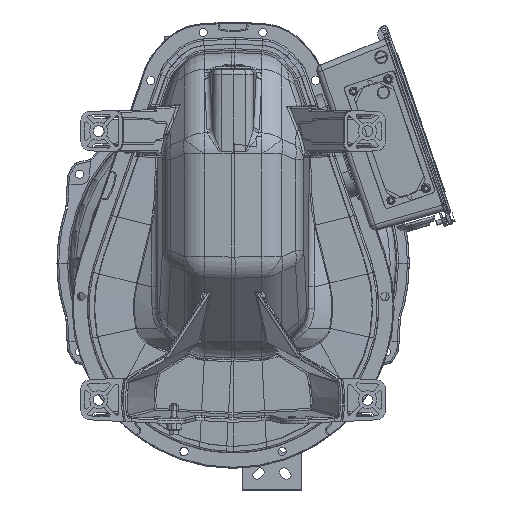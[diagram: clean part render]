
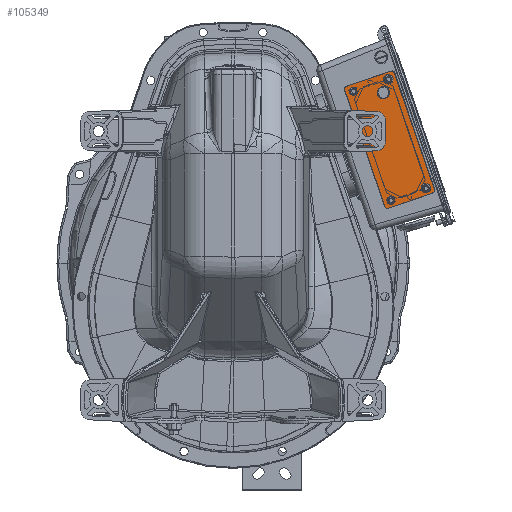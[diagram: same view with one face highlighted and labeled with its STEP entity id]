
A CAD part, front view. The second image highlights one B-rep face of the part: STEP entity #105349.
In plain terms, the highlighted planar face has unit normal (-0.05, -0.999, -0.017).
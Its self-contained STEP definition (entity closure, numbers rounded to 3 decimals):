
#105131=CARTESIAN_POINT('',(258.799,467.746,
96.589));
#105132=DIRECTION('',(0.049,0.999,0.017));
#105133=DIRECTION('',(0.326,0.,-0.946));
#105134=AXIS2_PLACEMENT_3D('',#105131,#105132,#105133);
#105136=DIRECTION('',(0.326,0.,-0.946));
#105137=VECTOR('',#105136,206.);
#105138=CARTESIAN_POINT('',(187.011,468.008,
289.74));
#105139=LINE('',#105138,#105137);
#105140=CARTESIAN_POINT('',(191.732,467.746,
291.365));
#105141=DIRECTION('',(-0.049,-0.999,
-0.017));
#105142=DIRECTION('',(-0.326,0.,0.946));
#105143=AXIS2_PLACEMENT_3D('',#105140,#105141,#105142);
#105145=DIRECTION('',(0.944,-0.052,0.325));
#105146=VECTOR('',#105145,78.);
#105147=CARTESIAN_POINT('',(190.104,467.746,
296.093));
#105148=LINE('',#105147,#105146);
#105149=CARTESIAN_POINT('',(265.381,463.664,
316.725));
#105150=DIRECTION('',(0.049,0.999,0.017));
#105151=DIRECTION('',(-0.326,0.,0.946));
#105152=AXIS2_PLACEMENT_3D('',#105149,#105150,#105151);
#105154=DIRECTION('',(-0.326,0.,0.946));
#105155=VECTOR('',#105154,206.);
#105156=CARTESIAN_POINT('',(337.17,463.402,
123.574));
#105157=LINE('',#105156,#105155);
#105158=CARTESIAN_POINT('',(332.448,463.664,
121.948));
#105159=DIRECTION('',(0.049,0.999,0.017));
#105160=DIRECTION('',(0.944,-0.052,0.325));
#105161=AXIS2_PLACEMENT_3D('',#105158,#105159,#105160);
#105163=DIRECTION('',(-0.944,0.052,-0.325));
#105164=VECTOR('',#105163,78.);
#105165=CARTESIAN_POINT('',(334.076,463.664,
117.221));
#105166=LINE('',#105165,#105164);
#105167=CARTESIAN_POINT('',(201.402,467.327,
287.821));
#105168=DIRECTION('',(-0.049,-0.999,
-0.017));
#105169=DIRECTION('',(-0.326,0.,0.946));
#105170=AXIS2_PLACEMENT_3D('',#105167,#105168,#105169);
#105172=CARTESIAN_POINT('',(201.402,467.327,
287.821));
#105173=DIRECTION('',(-0.049,-0.999,
-0.017));
#105174=DIRECTION('',(0.326,0.,-0.946));
#105175=AXIS2_PLACEMENT_3D('',#105172,#105173,#105174);
#105177=CARTESIAN_POINT('',(264.237,467.327,
105.335));
#105178=DIRECTION('',(-0.049,-0.999,
-0.017));
#105179=DIRECTION('',(-0.326,0.,0.946));
#105180=AXIS2_PLACEMENT_3D('',#105177,#105178,#105179);
#105182=CARTESIAN_POINT('',(264.237,467.327,
105.335));
#105183=DIRECTION('',(-0.049,-0.999,
-0.017));
#105184=DIRECTION('',(0.326,0.,-0.946));
#105185=AXIS2_PLACEMENT_3D('',#105182,#105183,#105184);
#105187=CARTESIAN_POINT('',(259.944,464.082,
307.978));
#105188=DIRECTION('',(-0.049,-0.999,
-0.017));
#105189=DIRECTION('',(-0.326,0.,0.946));
#105190=AXIS2_PLACEMENT_3D('',#105187,#105188,#105189);
#105192=CARTESIAN_POINT('',(259.944,464.082,
307.978));
#105193=DIRECTION('',(-0.049,-0.999,
-0.017));
#105194=DIRECTION('',(0.326,0.,-0.946));
#105195=AXIS2_PLACEMENT_3D('',#105192,#105193,#105194);
#105197=CARTESIAN_POINT('',(322.779,464.082,
125.493));
#105198=DIRECTION('',(-0.049,-0.999,
-0.017));
#105199=DIRECTION('',(-0.326,0.,0.946));
#105200=AXIS2_PLACEMENT_3D('',#105197,#105198,#105199);
#105202=CARTESIAN_POINT('',(322.779,464.082,
125.493));
#105203=DIRECTION('',(-0.049,-0.999,
-0.017));
#105204=DIRECTION('',(0.326,0.,-0.946));
#105205=AXIS2_PLACEMENT_3D('',#105202,#105203,#105204);
#105207=CARTESIAN_POINT('',(251.804,464.868,
285.609));
#105208=DIRECTION('',(-0.049,-0.999,
-0.017));
#105209=DIRECTION('',(0.326,0.,-0.946));
#105210=AXIS2_PLACEMENT_3D('',#105207,#105208,#105209);
#105212=CARTESIAN_POINT('',(251.804,464.868,
285.609));
#105213=DIRECTION('',(-0.049,-0.999,
-0.017));
#105214=DIRECTION('',(-0.326,0.,0.946));
#105215=AXIS2_PLACEMENT_3D('',#105212,#105213,#105214);
#105250=CARTESIAN_POINT('',(254.078,468.008,
94.963));
#105252=VERTEX_POINT('',#105250);
#105254=CARTESIAN_POINT('',(260.427,467.746,
91.861));
#105255=VERTEX_POINT('',#105254);
#105260=CARTESIAN_POINT('',(190.104,467.746,
296.093));
#105261=VERTEX_POINT('',#105260);
#105262=CARTESIAN_POINT('',(187.011,468.008,
289.74));
#105263=VERTEX_POINT('',#105262);
#105264=CARTESIAN_POINT('',(270.103,463.402,
318.351));
#105266=VERTEX_POINT('',#105264);
#105268=CARTESIAN_POINT('',(263.754,463.664,
321.453));
#105269=VERTEX_POINT('',#105268);
#105270=CARTESIAN_POINT('',(334.076,463.664,
117.221));
#105271=CARTESIAN_POINT('',(337.17,463.402,
123.574));
#105272=VERTEX_POINT('',#105270);
#105273=VERTEX_POINT('',#105271);
#105276=CARTESIAN_POINT('',(202.948,467.327,
283.329));
#105277=CARTESIAN_POINT('',(199.856,467.327,
292.312));
#105278=VERTEX_POINT('',#105276);
#105279=VERTEX_POINT('',#105277);
#105280=CARTESIAN_POINT('',(265.783,467.327,
100.844));
#105281=CARTESIAN_POINT('',(262.69,467.327,
109.827));
#105282=VERTEX_POINT('',#105280);
#105283=VERTEX_POINT('',#105281);
#105284=CARTESIAN_POINT('',(261.49,464.082,
303.487));
#105285=CARTESIAN_POINT('',(258.397,464.082,
312.469));
#105286=VERTEX_POINT('',#105284);
#105287=VERTEX_POINT('',#105285);
#105288=CARTESIAN_POINT('',(324.325,464.082,
121.002));
#105289=CARTESIAN_POINT('',(321.232,464.082,
129.984));
#105290=VERTEX_POINT('',#105288);
#105291=VERTEX_POINT('',#105289);
#105292=CARTESIAN_POINT('',(254.815,464.868,
276.863));
#105293=CARTESIAN_POINT('',(248.792,464.868,
294.355));
#105294=VERTEX_POINT('',#105292);
#105295=VERTEX_POINT('',#105293);
#105296=CARTESIAN_POINT('',(262.09,465.705,
206.657));
#105297=DIRECTION('',(-0.049,-0.999,
-0.017));
#105298=DIRECTION('',(0.326,0.,-0.946));
#105299=AXIS2_PLACEMENT_3D('',#105296,#105297,#105298);
#105300=PLANE('',#105299);
#105302=ORIENTED_EDGE('',*,*,#105301,.T.);
#105304=ORIENTED_EDGE('',*,*,#105303,.F.);
#105306=ORIENTED_EDGE('',*,*,#105305,.F.);
#105308=ORIENTED_EDGE('',*,*,#105307,.T.);
#105310=ORIENTED_EDGE('',*,*,#105309,.T.);
#105312=ORIENTED_EDGE('',*,*,#105311,.F.);
#105314=ORIENTED_EDGE('',*,*,#105313,.T.);
#105316=ORIENTED_EDGE('',*,*,#105315,.T.);
#105317=EDGE_LOOP('',(#105302,#105304,#105306,#105308,#105310,#105312,#105314,
#105316));
#105318=FACE_OUTER_BOUND('',#105317,.F.);
#105320=ORIENTED_EDGE('',*,*,#105319,.T.);
#105322=ORIENTED_EDGE('',*,*,#105321,.T.);
#105323=EDGE_LOOP('',(#105320,#105322));
#105324=FACE_BOUND('',#105323,.F.);
#105326=ORIENTED_EDGE('',*,*,#105325,.T.);
#105328=ORIENTED_EDGE('',*,*,#105327,.T.);
#105329=EDGE_LOOP('',(#105326,#105328));
#105330=FACE_BOUND('',#105329,.F.);
#105332=ORIENTED_EDGE('',*,*,#105331,.T.);
#105334=ORIENTED_EDGE('',*,*,#105333,.T.);
#105335=EDGE_LOOP('',(#105332,#105334));
#105336=FACE_BOUND('',#105335,.F.);
#105338=ORIENTED_EDGE('',*,*,#105337,.T.);
#105340=ORIENTED_EDGE('',*,*,#105339,.T.);
#105341=EDGE_LOOP('',(#105338,#105340));
#105342=FACE_BOUND('',#105341,.F.);
#105344=ORIENTED_EDGE('',*,*,#105343,.T.);
#105346=ORIENTED_EDGE('',*,*,#105345,.T.);
#105347=EDGE_LOOP('',(#105344,#105346));
#105348=FACE_BOUND('',#105347,.F.);
#105349=ADVANCED_FACE('',(#105318,#105324,#105330,#105336,#105342,#105348),
#105300,.T.);
#105135=CIRCLE('',#105134,5.);
#105144=CIRCLE('',#105143,5.);
#105153=CIRCLE('',#105152,5.);
#105162=CIRCLE('',#105161,5.);
#105171=CIRCLE('',#105170,4.75);
#105176=CIRCLE('',#105175,4.75);
#105181=CIRCLE('',#105180,4.75);
#105186=CIRCLE('',#105185,4.75);
#105191=CIRCLE('',#105190,4.75);
#105196=CIRCLE('',#105195,4.75);
#105201=CIRCLE('',#105200,4.75);
#105206=CIRCLE('',#105205,4.75);
#105211=CIRCLE('',#105210,9.25);
#105216=CIRCLE('',#105215,9.25);
#105301=EDGE_CURVE('',#105255,#105252,#105135,.T.);
#105303=EDGE_CURVE('',#105263,#105252,#105139,.T.);
#105305=EDGE_CURVE('',#105261,#105263,#105144,.T.);
#105307=EDGE_CURVE('',#105261,#105269,#105148,.T.);
#105309=EDGE_CURVE('',#105269,#105266,#105153,.T.);
#105311=EDGE_CURVE('',#105273,#105266,#105157,.T.);
#105313=EDGE_CURVE('',#105273,#105272,#105162,.T.);
#105315=EDGE_CURVE('',#105272,#105255,#105166,.T.);
#105319=EDGE_CURVE('',#105279,#105278,#105171,.T.);
#105321=EDGE_CURVE('',#105278,#105279,#105176,.T.);
#105325=EDGE_CURVE('',#105283,#105282,#105181,.T.);
#105327=EDGE_CURVE('',#105282,#105283,#105186,.T.);
#105331=EDGE_CURVE('',#105287,#105286,#105191,.T.);
#105333=EDGE_CURVE('',#105286,#105287,#105196,.T.);
#105337=EDGE_CURVE('',#105291,#105290,#105201,.T.);
#105339=EDGE_CURVE('',#105290,#105291,#105206,.T.);
#105343=EDGE_CURVE('',#105294,#105295,#105211,.T.);
#105345=EDGE_CURVE('',#105295,#105294,#105216,.T.);
